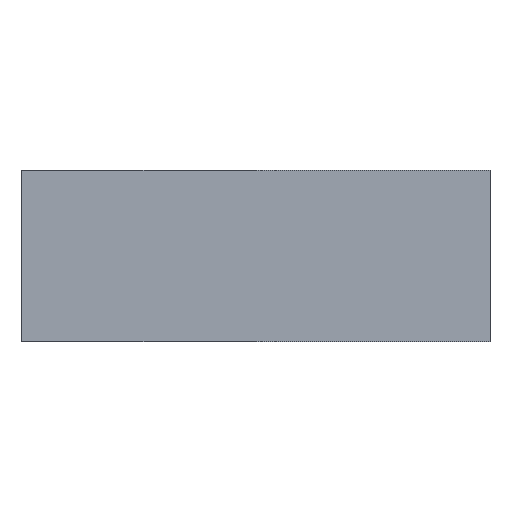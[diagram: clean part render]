
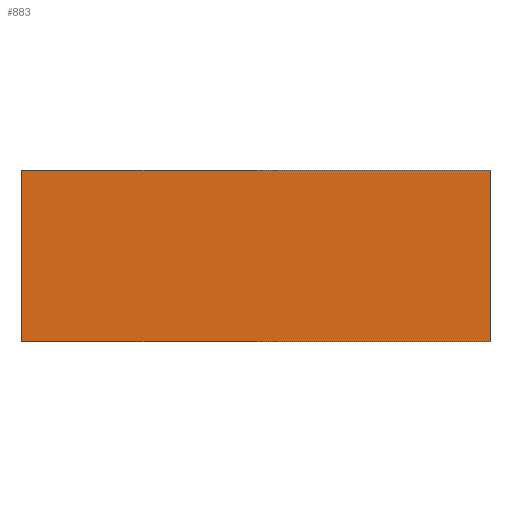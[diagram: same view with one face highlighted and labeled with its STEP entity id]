
A CAD part, front view. The second image highlights one B-rep face of the part: STEP entity #883.
In plain terms, the highlighted planar face has unit normal (0, -1, 0).
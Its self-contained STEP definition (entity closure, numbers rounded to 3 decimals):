
#48=PLANE('',#952);
#93=FACE_OUTER_BOUND('',#139,.T.);
#139=EDGE_LOOP('',(#799,#800,#801,#802));
#219=LINE('',#1435,#329);
#249=LINE('',#1499,#359);
#250=LINE('',#1500,#360);
#251=LINE('',#1501,#361);
#329=VECTOR('',#1096,10.);
#359=VECTOR('',#1152,10.);
#360=VECTOR('',#1153,10.);
#361=VECTOR('',#1154,10.);
#442=VERTEX_POINT('',#1432);
#443=VERTEX_POINT('',#1434);
#463=VERTEX_POINT('',#1497);
#464=VERTEX_POINT('',#1498);
#548=EDGE_CURVE('',#443,#442,#219,.T.);
#581=EDGE_CURVE('',#463,#464,#249,.T.);
#582=EDGE_CURVE('',#464,#443,#250,.T.);
#583=EDGE_CURVE('',#442,#463,#251,.T.);
#799=ORIENTED_EDGE('',*,*,#581,.T.);
#800=ORIENTED_EDGE('',*,*,#582,.T.);
#801=ORIENTED_EDGE('',*,*,#548,.T.);
#802=ORIENTED_EDGE('',*,*,#583,.T.);
#883=ADVANCED_FACE('',(#93),#48,.F.);
#952=AXIS2_PLACEMENT_3D('',#1496,#1150,#1151);
#1096=DIRECTION('',(-1.,0.,0.));
#1150=DIRECTION('center_axis',(0.,1.,0.));
#1151=DIRECTION('ref_axis',(0.,0.,1.));
#1152=DIRECTION('',(1.,0.,0.));
#1153=DIRECTION('',(0.,0.,1.));
#1154=DIRECTION('',(0.,0.,-1.));
#1432=CARTESIAN_POINT('',(285.1,-297.942,48.175));
#1434=CARTESIAN_POINT('',(407.924,-297.942,48.175));
#1435=CARTESIAN_POINT('',(305.968,-297.942,48.175));
#1496=CARTESIAN_POINT('Origin',(360.424,-297.942,25.675));
#1497=CARTESIAN_POINT('',(285.1,-297.942,3.175));
#1498=CARTESIAN_POINT('',(407.924,-297.942,3.175));
#1499=CARTESIAN_POINT('',(336.674,-297.942,3.175));
#1500=CARTESIAN_POINT('',(407.924,-297.942,14.425));
#1501=CARTESIAN_POINT('',(285.1,-297.942,36.925));
